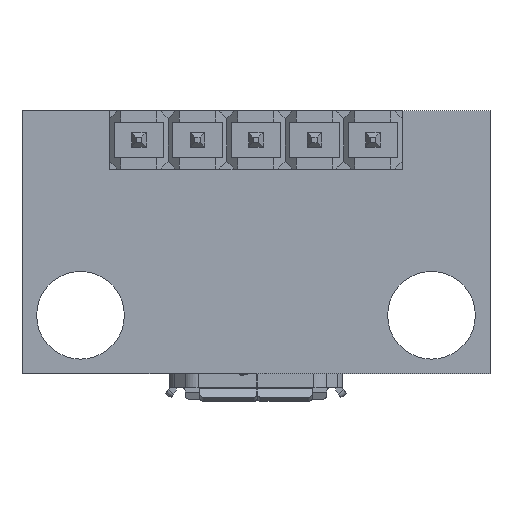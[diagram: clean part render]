
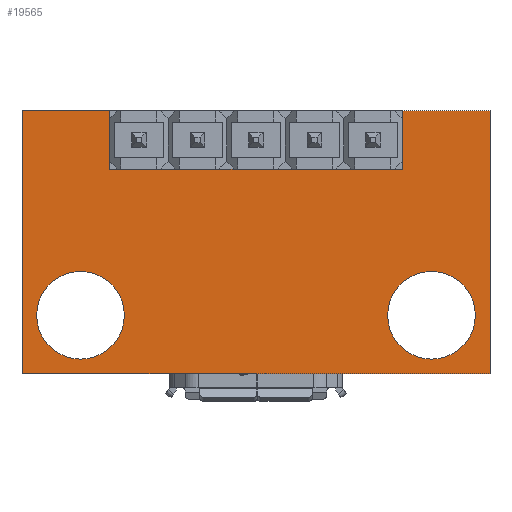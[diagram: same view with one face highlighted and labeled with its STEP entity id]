
A CAD part, front view. The second image highlights one B-rep face of the part: STEP entity #19565.
In plain terms, the highlighted planar face has unit normal (0, -1, 0).
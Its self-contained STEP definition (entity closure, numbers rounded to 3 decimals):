
#493=CIRCLE('',#20766,1.905);
#494=CIRCLE('',#20767,0.381);
#495=CIRCLE('',#20768,0.381);
#496=CIRCLE('',#20769,0.381);
#497=CIRCLE('',#20770,0.381);
#498=CIRCLE('',#20771,0.381);
#499=CIRCLE('',#20772,1.905);
#967=FACE_BOUND('',#2083,.T.);
#968=FACE_BOUND('',#2084,.T.);
#969=FACE_BOUND('',#2085,.T.);
#970=FACE_BOUND('',#2086,.T.);
#971=FACE_BOUND('',#2087,.T.);
#972=FACE_BOUND('',#2088,.T.);
#973=FACE_BOUND('',#2089,.T.);
#1032=FACE_OUTER_BOUND('',#2082,.T.);
#2082=EDGE_LOOP('',(#12955,#12956,#12957,#12958));
#2083=EDGE_LOOP('',(#12959));
#2084=EDGE_LOOP('',(#12960));
#2085=EDGE_LOOP('',(#12961));
#2086=EDGE_LOOP('',(#12962));
#2087=EDGE_LOOP('',(#12963));
#2088=EDGE_LOOP('',(#12964));
#2089=EDGE_LOOP('',(#12965));
#3381=LINE('',#30058,#5612);
#3382=LINE('',#30060,#5613);
#3383=LINE('',#30062,#5614);
#3384=LINE('',#30063,#5615);
#5612=VECTOR('',#22438,11.43);
#5613=VECTOR('',#22439,20.32);
#5614=VECTOR('',#22440,11.43);
#5615=VECTOR('',#22441,20.32);
#7929=VERTEX_POINT('',#30056);
#7930=VERTEX_POINT('',#30057);
#7931=VERTEX_POINT('',#30059);
#7932=VERTEX_POINT('',#30061);
#7933=VERTEX_POINT('',#30064);
#7934=VERTEX_POINT('',#30066);
#7935=VERTEX_POINT('',#30068);
#7936=VERTEX_POINT('',#30070);
#7937=VERTEX_POINT('',#30072);
#7938=VERTEX_POINT('',#30074);
#7939=VERTEX_POINT('',#30076);
#9876=EDGE_CURVE('',#7929,#7930,#3381,.T.);
#9877=EDGE_CURVE('',#7931,#7929,#3382,.T.);
#9878=EDGE_CURVE('',#7932,#7931,#3383,.T.);
#9879=EDGE_CURVE('',#7930,#7932,#3384,.T.);
#9880=EDGE_CURVE('',#7933,#7933,#493,.T.);
#9881=EDGE_CURVE('',#7934,#7934,#494,.T.);
#9882=EDGE_CURVE('',#7935,#7935,#495,.T.);
#9883=EDGE_CURVE('',#7936,#7936,#496,.T.);
#9884=EDGE_CURVE('',#7937,#7937,#497,.T.);
#9885=EDGE_CURVE('',#7938,#7938,#498,.T.);
#9886=EDGE_CURVE('',#7939,#7939,#499,.T.);
#12955=ORIENTED_EDGE('',*,*,#9876,.F.);
#12956=ORIENTED_EDGE('',*,*,#9877,.F.);
#12957=ORIENTED_EDGE('',*,*,#9878,.F.);
#12958=ORIENTED_EDGE('',*,*,#9879,.F.);
#12959=ORIENTED_EDGE('',*,*,#9880,.T.);
#12960=ORIENTED_EDGE('',*,*,#9881,.T.);
#12961=ORIENTED_EDGE('',*,*,#9882,.T.);
#12962=ORIENTED_EDGE('',*,*,#9883,.T.);
#12963=ORIENTED_EDGE('',*,*,#9884,.T.);
#12964=ORIENTED_EDGE('',*,*,#9885,.T.);
#12965=ORIENTED_EDGE('',*,*,#9886,.T.);
#18472=PLANE('',#20765);
#19565=ADVANCED_FACE('',(#1032,#967,#968,#969,#970,#971,#972,#973),#18472,
 .T.);
#20765=AXIS2_PLACEMENT_3D('',#30055,#22436,#22437);
#20766=AXIS2_PLACEMENT_3D('',#30065,#22442,#22443);
#20767=AXIS2_PLACEMENT_3D('',#30067,#22444,#22445);
#20768=AXIS2_PLACEMENT_3D('',#30069,#22446,#22447);
#20769=AXIS2_PLACEMENT_3D('',#30071,#22448,#22449);
#20770=AXIS2_PLACEMENT_3D('',#30073,#22450,#22451);
#20771=AXIS2_PLACEMENT_3D('',#30075,#22452,#22453);
#20772=AXIS2_PLACEMENT_3D('',#30077,#22454,#22455);
#22436=DIRECTION('center_axis',(0.,-1.,0.));
#22437=DIRECTION('ref_axis',(0.,0.,-1.));
#22438=DIRECTION('',(0.,0.,-1.));
#22439=DIRECTION('',(1.,0.,0.));
#22440=DIRECTION('',(0.,0.,1.));
#22441=DIRECTION('',(-1.,0.,0.));
#22442=DIRECTION('center_axis',(0.,1.,0.));
#22443=DIRECTION('ref_axis',(0.,0.,1.));
#22444=DIRECTION('center_axis',(0.,1.,0.));
#22445=DIRECTION('ref_axis',(0.,0.,1.));
#22446=DIRECTION('center_axis',(0.,1.,0.));
#22447=DIRECTION('ref_axis',(0.,0.,1.));
#22448=DIRECTION('center_axis',(0.,1.,0.));
#22449=DIRECTION('ref_axis',(0.,0.,1.));
#22450=DIRECTION('center_axis',(0.,1.,0.));
#22451=DIRECTION('ref_axis',(0.,0.,1.));
#22452=DIRECTION('center_axis',(0.,1.,0.));
#22453=DIRECTION('ref_axis',(0.,0.,1.));
#22454=DIRECTION('center_axis',(0.,1.,0.));
#22455=DIRECTION('ref_axis',(0.,0.,1.));
#30055=CARTESIAN_POINT('Origin',(0.,0.,0.));
#30056=CARTESIAN_POINT('',(10.16,0.,5.715));
#30057=CARTESIAN_POINT('',(10.16,0.,-5.715));
#30058=CARTESIAN_POINT('',(10.16,0.,5.715));
#30059=CARTESIAN_POINT('',(-10.16,0.,5.715));
#30060=CARTESIAN_POINT('',(-10.16,0.,5.715));
#30061=CARTESIAN_POINT('',(-10.16,0.,-5.715));
#30062=CARTESIAN_POINT('',(-10.16,0.,-5.715));
#30063=CARTESIAN_POINT('',(10.16,0.,-5.715));
#30064=CARTESIAN_POINT('',(-7.62,0.,5.08));
#30065=CARTESIAN_POINT('Origin',(-7.62,0.,3.175));
#30066=CARTESIAN_POINT('',(5.08,0.,-4.064));
#30067=CARTESIAN_POINT('Origin',(5.08,0.,-4.445));
#30068=CARTESIAN_POINT('',(-2.54,0.,-4.064));
#30069=CARTESIAN_POINT('Origin',(-2.54,0.,-4.445));
#30070=CARTESIAN_POINT('',(0.,0.,-4.064));
#30071=CARTESIAN_POINT('Origin',(0.,0.,-4.445));
#30072=CARTESIAN_POINT('',(-5.08,0.,-4.064));
#30073=CARTESIAN_POINT('Origin',(-5.08,0.,-4.445));
#30074=CARTESIAN_POINT('',(2.54,0.,-4.064));
#30075=CARTESIAN_POINT('Origin',(2.54,0.,-4.445));
#30076=CARTESIAN_POINT('',(7.62,0.,5.08));
#30077=CARTESIAN_POINT('Origin',(7.62,0.,3.175));
